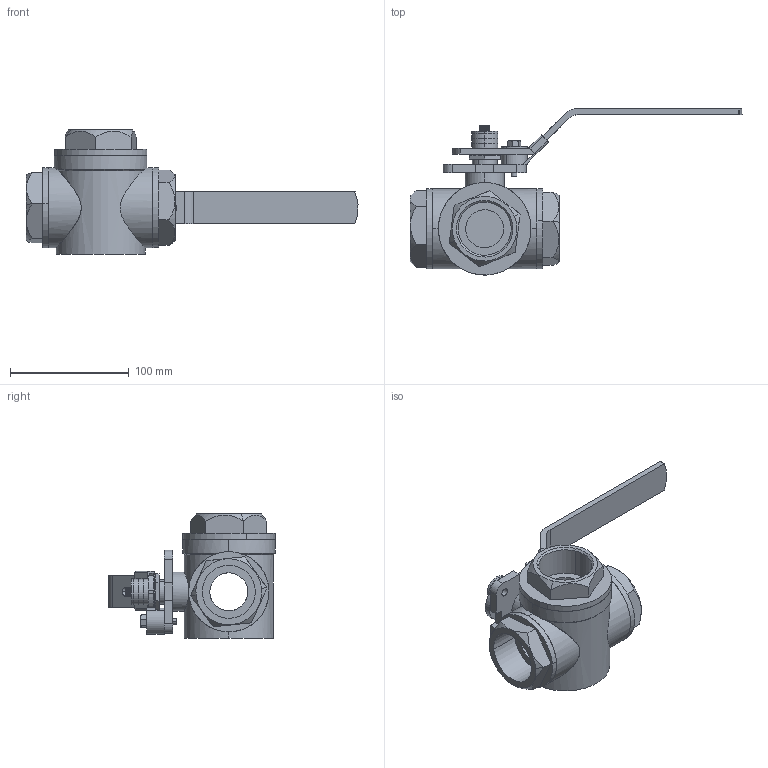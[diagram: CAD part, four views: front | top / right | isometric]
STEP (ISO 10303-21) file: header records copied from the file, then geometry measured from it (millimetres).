
FILE_DESCRIPTION((''),'2;1');
FILE_NAME('DN40_ASM','2015-02-13T',('Administrator'),(''),'PRO/ENGINEER BY PARAMETRIC TECHNOLOGY CORPORATION, 2011080','PRO/ENGINEER BY PARAMETRIC TECHNOLOGY CORPORATION, 2011080','');
FILE_SCHEMA(('CONFIG_CONTROL_DESIGN'));
Length unit declared in the file: millimetre
Products named in the file (14): PRT0110; PRT0111; PRT0112; PRT0113; PRT0114; PRT0115; PRT0116; PRT0117; PRT0118; PRT0119; PRT0120; PRT0121; PRT0122; DN40_ASM
Assembly tree (16 placements, depth 2):
  DN40_ASM
    PRT0110
    PRT0111
    PRT0112
    PRT0113
    PRT0114
    PRT0115
    PRT0116
    PRT0117
    PRT0118  x3
    PRT0119
    PRT0120
    PRT0121  x2
    PRT0122
Bounding box: 279.7 x 140.05 x 104.7 mm (x, y, z)
Volume: 210857.9 mm3; surface area: 143893.3 mm2
Topology: 15 solids, 16 shells, 419 faces, 1077 edges, 709 vertices
Faces by surface type: plane 242, cylinder 153, cone 22, torus 2
Entity records: 13000 total; most frequent: CARTESIAN_POINT 3394, ORIENTED_EDGE 1945, DIRECTION 1934, EDGE_CURVE 983, AXIS2_PLACEMENT_3D 697, VERTEX_POINT 647, VECTOR 540, LINE 540
